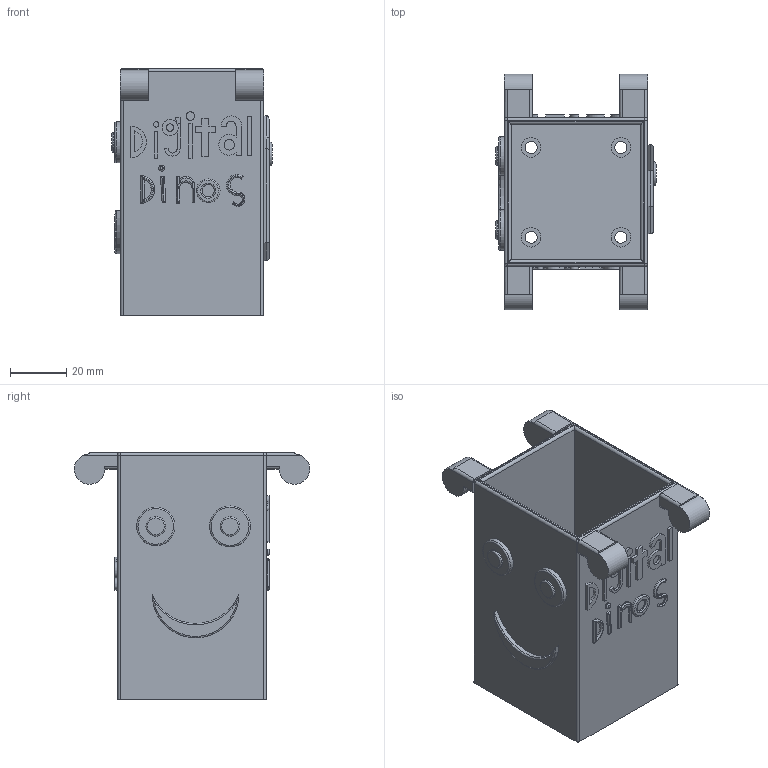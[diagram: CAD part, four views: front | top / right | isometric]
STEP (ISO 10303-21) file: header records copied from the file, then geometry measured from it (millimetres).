
FILE_DESCRIPTION(/* description */ ('STEP AP242','CAx-IF Rec.Pracs.---Representation and Presentation of Product Manufacturing Information (PMI)---4.0---2014-10-13','CAx-IF Rec.Pracs.---3D Tessellated Geometry---0.4---2014-09-14','2;1'),/* implementation_level */ '2;1');
FILE_NAME(/* name */ '6903c1671dd4801bc4977ae7',/* time_stamp */ '2025-10-30T19:50:00Z',/* author */ (''),/* organization */ (''),/* preprocessor_version */ 'ST-DEVELOPER v20',/* originating_system */ 'ONSHAPE BY PTC INC, 1.205',/* authorisation */ ' ');
FILE_SCHEMA (('AP242_MANAGED_MODEL_BASED_3D_ENGINEERING_MIM_LF { 1 0 10303 442 1 1 4 }'));
Length unit declared in the file: metre
Products named in the file (22): Part 5; Part 14; Part 8; Part 20; Part 15; Part 9; Part 1; Part 21; Part 16; Part 10; Part 22; Part 11; Part 17; Part 12; Part 6; Part 18; Part 4; Part 13; Part 2; Part 7; Part 3; Part 19
Bounding box: 57 x 83.78 x 88 mm (x, y, z)
Volume: 68795.6 mm3; surface area: 43805.1 mm2
Topology: 22 solids, 22 shells, 326 faces, 736 edges, 467 vertices
Faces by surface type: plane 186, cylinder 118, torus 18, sphere 4
Full cylindrical faces by diameter (mm): 1.897 x1, 2.112 x1, 2.616 x1, 3.024 x1, 3.683 x1, 4.3 x4, 4.384 x1, 7 x6, 8.435 x1, 13.685 x1, 14.534 x1
Entity records: 11157 total; most frequent: CARTESIAN_POINT 1646, DIRECTION 1578, ORIENTED_EDGE 1410, EDGE_CURVE 705, AXIS2_PLACEMENT_3D 557, VERTEX_POINT 467, LINE 464, VECTOR 464
